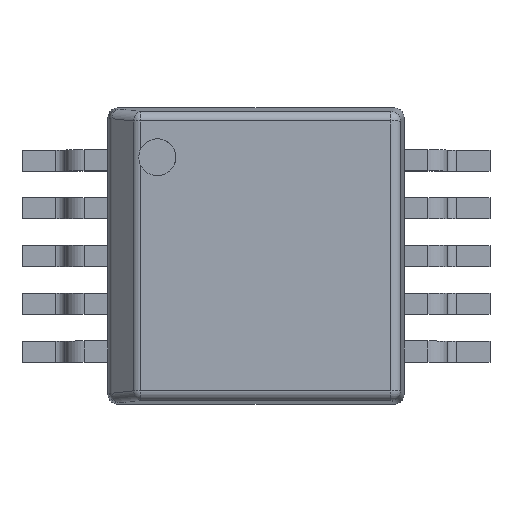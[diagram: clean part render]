
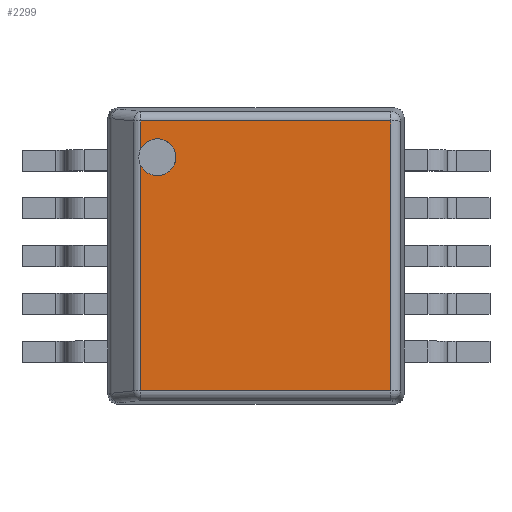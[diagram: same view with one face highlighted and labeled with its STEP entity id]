
A CAD part, top view. The second image highlights one B-rep face of the part: STEP entity #2299.
In plain terms, the highlighted planar face has unit normal (0, 0, 1).
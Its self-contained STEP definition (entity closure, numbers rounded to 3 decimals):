
#2093 = VERTEX_POINT('',#2094);
#2094 = CARTESIAN_POINT('',(2.963,0.137,1.1));
#2101 = EDGE_CURVE('',#2102,#2093,#2104,.T.);
#2102 = VERTEX_POINT('',#2103);
#2103 = CARTESIAN_POINT('',(0.341,0.137,1.1));
#2104 = LINE('',#2105,#2106);
#2105 = CARTESIAN_POINT('',(0.3,0.137,1.1));
#2106 = VECTOR('',#2107,1.);
#2107 = DIRECTION('',(1.,0.,0.));
#2176 = VERTEX_POINT('',#2177);
#2177 = CARTESIAN_POINT('',(0.341,2.963,1.1));
#2184 = EDGE_CURVE('',#2176,#2185,#2187,.T.);
#2185 = VERTEX_POINT('',#2186);
#2186 = CARTESIAN_POINT('',(2.963,2.963,1.1));
#2187 = LINE('',#2188,#2189);
#2188 = CARTESIAN_POINT('',(0.3,2.963,1.1));
#2189 = VECTOR('',#2190,1.);
#2190 = DIRECTION('',(1.,0.,0.));
#2214 = EDGE_CURVE('',#2093,#2185,#2215,.T.);
#2215 = LINE('',#2216,#2217);
#2216 = CARTESIAN_POINT('',(2.963,0.047,1.1));
#2217 = VECTOR('',#2218,1.);
#2218 = DIRECTION('',(0.,1.,0.));
#2299 = ADVANCED_FACE('',(#2300),#2337,.T.);
#2300 = FACE_BOUND('',#2301,.T.);
#2301 = EDGE_LOOP('',(#2302,#2303,#2311,#2320,#2329,#2335,#2336));
#2302 = ORIENTED_EDGE('',*,*,#2184,.F.);
#2303 = ORIENTED_EDGE('',*,*,#2304,.F.);
#2304 = EDGE_CURVE('',#2305,#2176,#2307,.T.);
#2305 = VERTEX_POINT('',#2306);
#2306 = CARTESIAN_POINT('',(0.341,2.666,1.1));
#2307 = LINE('',#2308,#2309);
#2308 = CARTESIAN_POINT('',(0.341,0.047,1.1));
#2309 = VECTOR('',#2310,1.);
#2310 = DIRECTION('',(0.,1.,0.));
#2311 = ORIENTED_EDGE('',*,*,#2312,.F.);
#2312 = EDGE_CURVE('',#2313,#2305,#2315,.T.);
#2313 = VERTEX_POINT('',#2314);
#2314 = CARTESIAN_POINT('',(0.71,2.583,1.1));
#2315 = CIRCLE('',#2316,0.194);
#2316 = AXIS2_PLACEMENT_3D('',#2317,#2318,#2319);
#2317 = CARTESIAN_POINT('',(0.517,2.583,1.1));
#2318 = DIRECTION('',(0.,0.,1.));
#2319 = DIRECTION('',(1.,0.,0.));
#2320 = ORIENTED_EDGE('',*,*,#2321,.F.);
#2321 = EDGE_CURVE('',#2322,#2313,#2324,.T.);
#2322 = VERTEX_POINT('',#2323);
#2323 = CARTESIAN_POINT('',(0.341,2.501,1.1));
#2324 = CIRCLE('',#2325,0.194);
#2325 = AXIS2_PLACEMENT_3D('',#2326,#2327,#2328);
#2326 = CARTESIAN_POINT('',(0.517,2.583,1.1));
#2327 = DIRECTION('',(0.,0.,1.));
#2328 = DIRECTION('',(1.,0.,0.));
#2329 = ORIENTED_EDGE('',*,*,#2330,.F.);
#2330 = EDGE_CURVE('',#2102,#2322,#2331,.T.);
#2331 = LINE('',#2332,#2333);
#2332 = CARTESIAN_POINT('',(0.341,0.047,1.1));
#2333 = VECTOR('',#2334,1.);
#2334 = DIRECTION('',(0.,1.,0.));
#2335 = ORIENTED_EDGE('',*,*,#2101,.T.);
#2336 = ORIENTED_EDGE('',*,*,#2214,.T.);
#2337 = PLANE('',#2338);
#2338 = AXIS2_PLACEMENT_3D('',#2339,#2340,#2341);
#2339 = CARTESIAN_POINT('',(0.,0.,1.1));
#2340 = DIRECTION('',(0.,0.,1.));
#2341 = DIRECTION('',(1.,0.,0.));
